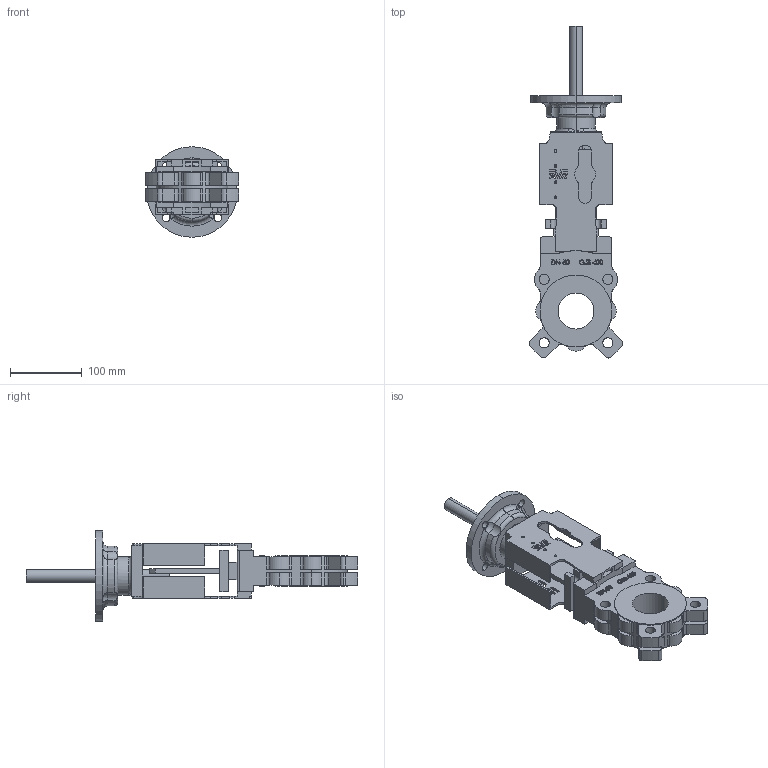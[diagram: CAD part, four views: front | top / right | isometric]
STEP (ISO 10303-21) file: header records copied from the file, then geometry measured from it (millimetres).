
FILE_DESCRIPTION (( 'STEP AP203' ), '1' );
FILE_NAME ('70205050034.STEP', '2017-04-03T11:17:42', ( '' ), ( '' ), 'SwSTEP 2.0', 'SolidWorks 2016', '' );
FILE_SCHEMA (( 'CONFIG_CONTROL_DESIGN' ));
Length unit declared in the file: millimetre
Products named in the file (1): 70205050034
Bounding box: 130.48 x 461.74 x 126 mm (x, y, z)
Volume: 1174668 mm3; surface area: 219568.9 mm2
Topology: 1 solids, 1 shells, 842 faces, 2369 edges, 1570 vertices
Faces by surface type: plane 396, cylinder 283, bspline 145, torus 17, cone 1
Entity records: 36910 total; most frequent: CARTESIAN_POINT 15385, ORIENTED_EDGE 4734, DIRECTION 4076, EDGE_CURVE 2367, VERTEX_POINT 1570, VECTOR 1434, LINE 1434, AXIS2_PLACEMENT_3D 1321
